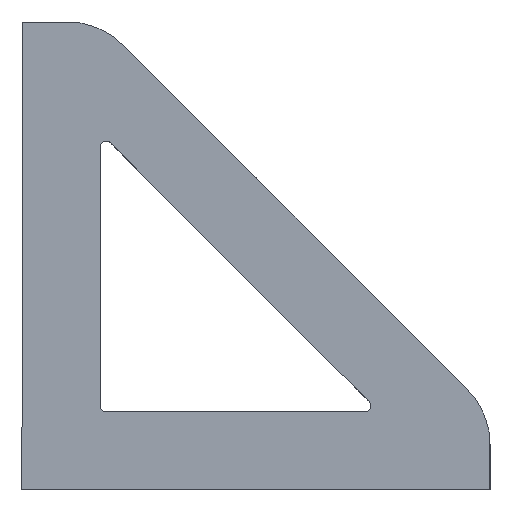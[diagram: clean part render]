
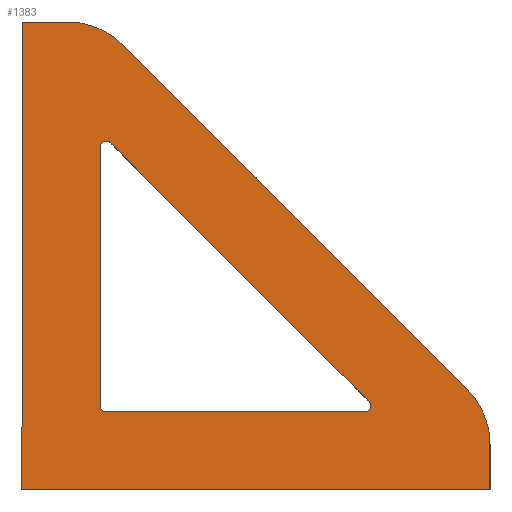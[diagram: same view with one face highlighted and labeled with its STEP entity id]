
A CAD part, left-side view. The second image highlights one B-rep face of the part: STEP entity #1383.
In plain terms, the highlighted planar face has unit normal (-1, 0, 0).
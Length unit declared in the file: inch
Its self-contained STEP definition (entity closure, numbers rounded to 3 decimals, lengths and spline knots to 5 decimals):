
#630=CARTESIAN_POINT('',(-1.405,-0.27,1.11816));
#631=VERTEX_POINT('',#630);
#640=CARTESIAN_POINT('',(-1.405,-0.25,1.09816));
#641=VERTEX_POINT('',#640);
#642=CARTESIAN_POINT('',(-1.405,-0.27,1.09816));
#643=DIRECTION('',(-1.0,0.0,0.0));
#644=DIRECTION('',(0.0,0.0,1.0));
#645=AXIS2_PLACEMENT_3D('',#642,#643,#644);
#646=CIRCLE('',#645,0.02);
#647=EDGE_CURVE('',#631,#641,#646,.T.);
#1220=CARTESIAN_POINT('',(-1.405,-1.1123,0.28414));
#1221=VERTEX_POINT('',#1220);
#1228=CARTESIAN_POINT('',(-1.405,-0.28414,1.1123));
#1229=VERTEX_POINT('',#1228);
#1230=CARTESIAN_POINT('',(-1.405,-1.1123,0.28414));
#1231=DIRECTION('',(0.,0.707,0.707));
#1232=VECTOR('',#1231,1.1712);
#1233=LINE('',#1230,#1232);
#1234=EDGE_CURVE('',#1221,#1229,#1233,.T.);
#1252=CARTESIAN_POINT('',(-1.405,-1.09816,0.25));
#1253=VERTEX_POINT('',#1252);
#1260=CARTESIAN_POINT('',(-1.405,-1.09816,0.27));
#1261=DIRECTION('',(-1.0,0.0,0.0));
#1262=DIRECTION('',(0.0,0.0,1.0));
#1263=AXIS2_PLACEMENT_3D('',#1260,#1261,#1262);
#1264=CIRCLE('',#1263,0.02);
#1265=EDGE_CURVE('',#1253,#1221,#1264,.T.);
#1279=CARTESIAN_POINT('',(-1.405,-0.27,1.09816));
#1280=DIRECTION('',(-1.0,0.0,0.0));
#1281=DIRECTION('',(0.0,0.0,1.0));
#1282=AXIS2_PLACEMENT_3D('',#1279,#1280,#1281);
#1283=CIRCLE('',#1282,0.02);
#1284=EDGE_CURVE('',#1229,#631,#1283,.T.);
#1289=CARTESIAN_POINT('',(-1.405,-0.63994,0.63994));
#1290=DIRECTION('',(1.0,0.0,0.0));
#1291=DIRECTION('',(0.0,1.0,0.0));
#1292=AXIS2_PLACEMENT_3D('',#1289,#1290,#1291);
#1293=PLANE('',#1292);
#1294=CARTESIAN_POINT('',(-1.405,-0.14645,1.5));
#1295=VERTEX_POINT('',#1294);
#1296=CARTESIAN_POINT('',(-1.405,-0.32322,1.42678));
#1297=VERTEX_POINT('',#1296);
#1298=CARTESIAN_POINT('',(-1.405,-0.14645,1.25));
#1299=DIRECTION('',(1.0,0.0,0.0));
#1300=DIRECTION('',(0.0,0.0,1.0));
#1301=AXIS2_PLACEMENT_3D('',#1298,#1299,#1300);
#1302=CIRCLE('',#1301,0.25);
#1303=EDGE_CURVE('',#1295,#1297,#1302,.T.);
#1304=ORIENTED_EDGE('',*,*,#1303,.F.);
#1305=CARTESIAN_POINT('',(-1.405,0.0,1.5));
#1306=VERTEX_POINT('',#1305);
#1307=CARTESIAN_POINT('',(-1.405,0.0,1.5));
#1308=DIRECTION('',(0.0,-1.0,0.0));
#1309=VECTOR('',#1308,0.14645);
#1310=LINE('',#1307,#1309);
#1311=EDGE_CURVE('',#1306,#1295,#1310,.T.);
#1312=ORIENTED_EDGE('',*,*,#1311,.F.);
#1313=CARTESIAN_POINT('',(-1.405,0.,0.));
#1314=VERTEX_POINT('',#1313);
#1315=CARTESIAN_POINT('',(-1.405,0.,0.));
#1316=DIRECTION('',(0.0,0.0,1.0));
#1317=VECTOR('',#1316,1.5);
#1318=LINE('',#1315,#1317);
#1319=EDGE_CURVE('',#1314,#1306,#1318,.T.);
#1320=ORIENTED_EDGE('',*,*,#1319,.F.);
#1321=CARTESIAN_POINT('',(-1.405,-1.5,0.));
#1322=VERTEX_POINT('',#1321);
#1323=CARTESIAN_POINT('',(-1.405,-1.5,0.));
#1324=DIRECTION('',(0.0,1.0,0.0));
#1325=VECTOR('',#1324,1.5);
#1326=LINE('',#1323,#1325);
#1327=EDGE_CURVE('',#1322,#1314,#1326,.T.);
#1328=ORIENTED_EDGE('',*,*,#1327,.F.);
#1329=CARTESIAN_POINT('',(-1.405,-1.5,0.14645));
#1330=VERTEX_POINT('',#1329);
#1331=CARTESIAN_POINT('',(-1.405,-1.5,0.14645));
#1332=DIRECTION('',(0.0,0.0,-1.0));
#1333=VECTOR('',#1332,0.14645);
#1334=LINE('',#1331,#1333);
#1335=EDGE_CURVE('',#1330,#1322,#1334,.T.);
#1336=ORIENTED_EDGE('',*,*,#1335,.F.);
#1337=CARTESIAN_POINT('',(-1.405,-1.42678,0.32322));
#1338=VERTEX_POINT('',#1337);
#1339=CARTESIAN_POINT('',(-1.405,-1.25,0.14645));
#1340=DIRECTION('',(1.0,0.0,0.0));
#1341=DIRECTION('',(0.0,0.0,1.0));
#1342=AXIS2_PLACEMENT_3D('',#1339,#1340,#1341);
#1343=CIRCLE('',#1342,0.25);
#1344=EDGE_CURVE('',#1338,#1330,#1343,.T.);
#1345=ORIENTED_EDGE('',*,*,#1344,.F.);
#1346=CARTESIAN_POINT('',(-1.405,-0.32322,1.42678));
#1347=DIRECTION('',(0.,-0.707,-0.707));
#1348=VECTOR('',#1347,1.56066);
#1349=LINE('',#1346,#1348);
#1350=EDGE_CURVE('',#1297,#1338,#1349,.T.);
#1351=ORIENTED_EDGE('',*,*,#1350,.F.);
#1352=EDGE_LOOP('',(#1304,#1312,#1320,#1328,#1336,#1345,#1351));
#1353=FACE_OUTER_BOUND('',#1352,.T.);
#1354=ORIENTED_EDGE('',*,*,#1284,.F.);
#1355=ORIENTED_EDGE('',*,*,#1234,.F.);
#1356=ORIENTED_EDGE('',*,*,#1265,.F.);
#1357=CARTESIAN_POINT('',(-1.405,-0.27,0.25));
#1358=VERTEX_POINT('',#1357);
#1359=CARTESIAN_POINT('',(-1.405,-0.27,0.25));
#1360=DIRECTION('',(0.0,-1.0,0.0));
#1361=VECTOR('',#1360,0.82816);
#1362=LINE('',#1359,#1361);
#1363=EDGE_CURVE('',#1358,#1253,#1362,.T.);
#1364=ORIENTED_EDGE('',*,*,#1363,.F.);
#1365=CARTESIAN_POINT('',(-1.405,-0.25,0.27));
#1366=VERTEX_POINT('',#1365);
#1367=CARTESIAN_POINT('',(-1.405,-0.27,0.27));
#1368=DIRECTION('',(-1.0,0.0,0.0));
#1369=DIRECTION('',(0.0,0.0,1.0));
#1370=AXIS2_PLACEMENT_3D('',#1367,#1368,#1369);
#1371=CIRCLE('',#1370,0.02);
#1372=EDGE_CURVE('',#1366,#1358,#1371,.T.);
#1373=ORIENTED_EDGE('',*,*,#1372,.F.);
#1374=CARTESIAN_POINT('',(-1.405,-0.25,1.09816));
#1375=DIRECTION('',(0.0,0.0,-1.0));
#1376=VECTOR('',#1375,0.82816);
#1377=LINE('',#1374,#1376);
#1378=EDGE_CURVE('',#641,#1366,#1377,.T.);
#1379=ORIENTED_EDGE('',*,*,#1378,.F.);
#1380=ORIENTED_EDGE('',*,*,#647,.F.);
#1381=EDGE_LOOP('',(#1354,#1355,#1356,#1364,#1373,#1379,#1380));
#1382=FACE_BOUND('',#1381,.T.);
#1383=ADVANCED_FACE('',(#1353,#1382),#1293,.F.);
